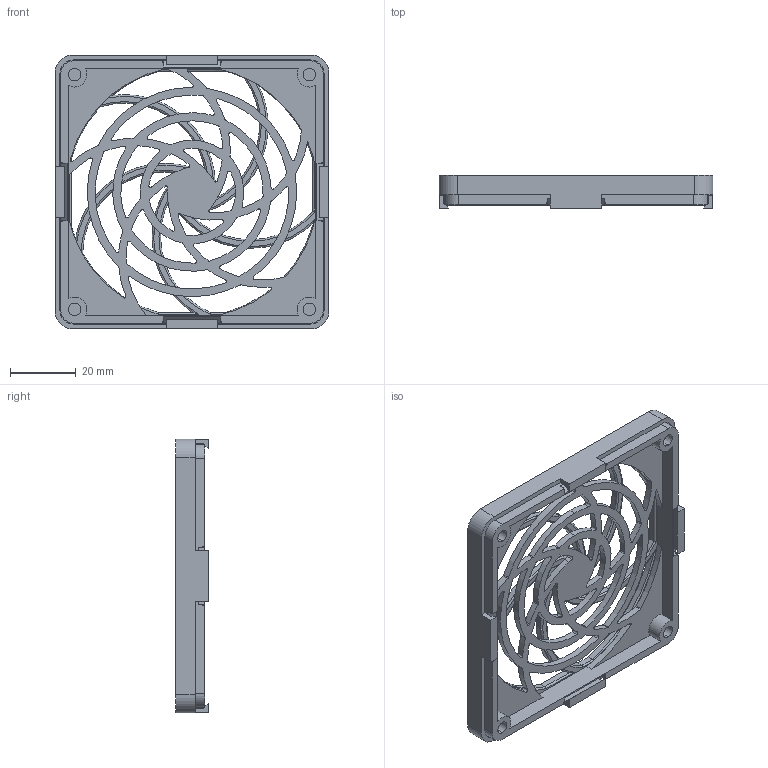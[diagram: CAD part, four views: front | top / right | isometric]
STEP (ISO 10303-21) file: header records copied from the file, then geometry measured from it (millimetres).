
FILE_DESCRIPTION (( 'STEP AP214' ), '1' );
FILE_NAME ('09325-F.STEP', '2018-03-14T01:51:08', ( '' ), ( '' ), 'SwSTEP 2.0', 'SolidWorks 2016', '' );
FILE_SCHEMA (( 'AUTOMOTIVE_DESIGN' ));
Length unit declared in the file: millimetre
Products named in the file (3): 09325-R; 09325-G; 09325-F
Assembly tree (2 placements, depth 2):
  09325-F
    09325-G
    09325-R
Bounding box: 83.3 x 9.9 x 83.3 mm (x, y, z)
Volume: 19445.8 mm3; surface area: 24478.5 mm2
Topology: 2 solids, 2 shells, 315 faces, 909 edges, 595 vertices
Faces by surface type: cylinder 221, plane 59, torus 19, cone 8, bspline 8
Entity records: 10959 total; most frequent: CARTESIAN_POINT 2105, DIRECTION 1969, ORIENTED_EDGE 1818, EDGE_CURVE 909, AXIS2_PLACEMENT_3D 779, VERTEX_POINT 595, CIRCLE 467, VECTOR 411
